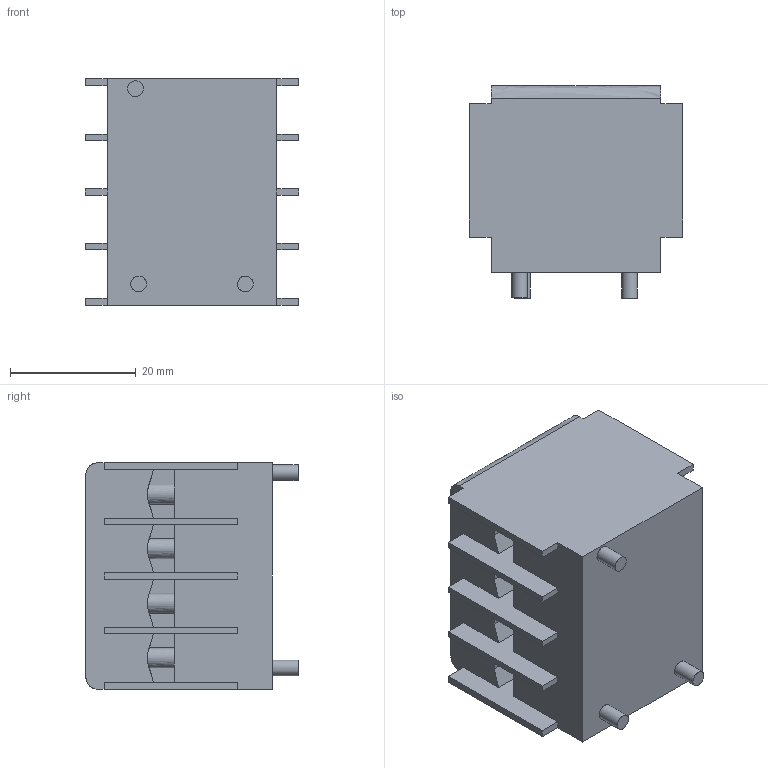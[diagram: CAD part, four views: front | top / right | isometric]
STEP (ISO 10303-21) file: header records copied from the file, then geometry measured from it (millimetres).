
FILE_DESCRIPTION((''),'2;1');
FILE_NAME('100-KF_4polig.stp', '2008-04-30T14:46:13',('User'),('SDRC'),'I-DEAS Master Series 9','UNIX', 'Yes');
FILE_SCHEMA(('CONFIG_CONTROL_DESIGN', 'GEOMETRIC_VALIDATION_PROPERTIES_MIM','SHAPE_APPEARANCE_LAYER_MIM'));
Length unit declared in the file: millimetre
Bounding box: 34 x 33.8 x 36.1 mm (x, y, z)
Volume: 25837.4 mm3; surface area: 11028.9 mm2
Topology: 1 solids, 1 shells, 246 faces, 735 edges, 522 vertices
Faces by surface type: bspline 246
Entity records: 8498 total; most frequent: CARTESIAN_POINT 3630, ORIENTED_EDGE 1422, EDGE_CURVE 711, OVER_RIDING_STYLED_ITEM 493, VERTEX_POINT 474, B_SPLINE_CURVE_WITH_KNOTS 364, EDGE_LOOP 269, FACE_OUTER_BOUND 246
